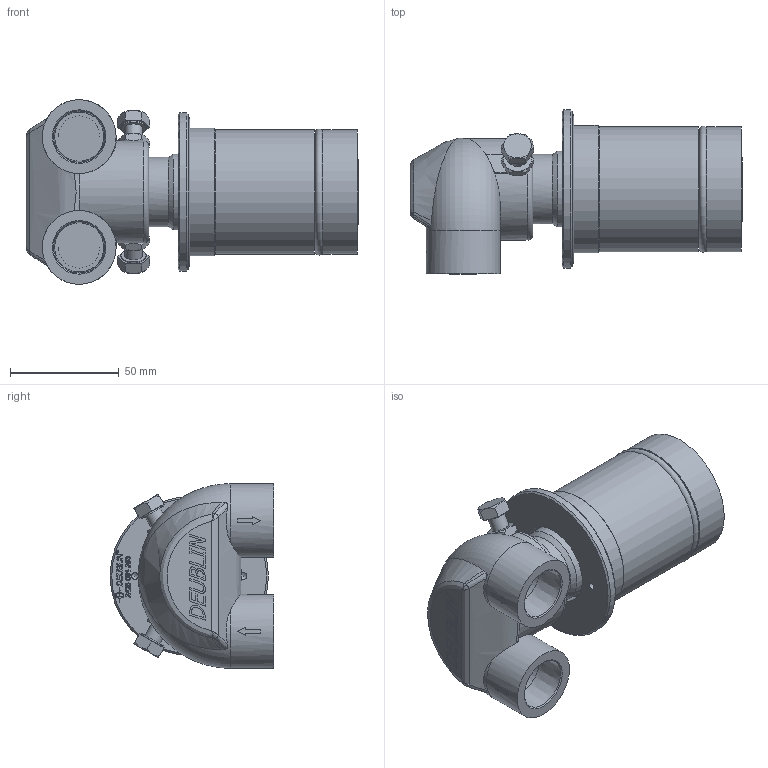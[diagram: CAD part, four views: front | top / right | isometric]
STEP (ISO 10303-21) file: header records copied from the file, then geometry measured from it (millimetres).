
FILE_DESCRIPTION(/* description */ (''),/* implementation_level */ '2;1');
FILE_NAME(/* name */ '2425-001-283-IC.stp',/* time_stamp */ '2020-05-21T09:54:20-05:00',/* author */ ('moorera'),/* organization */ (''),/* preprocessor_version */ 'ST-DEVELOPER v18.1',/* originating_system */ 'Autodesk Inventor 2020',/* authorisation */ '');
FILE_SCHEMA (('AUTOMOTIVE_DESIGN { 1 0 10303 214 3 1 1 }'));
Length unit declared in the file: millimetre
Products named in the file (1): 2425-001-283-IC
Bounding box: 152.88 x 75.45 x 85 mm (x, y, z)
Volume: 335030.4 mm3; surface area: 60256.3 mm2
Topology: 2 solids, 4 shells, 627 faces, 1662 edges, 1110 vertices
Faces by surface type: plane 326, bspline 200, cylinder 50, cone 40, torus 11
Full cylindrical faces by diameter (mm): 2 x2, 3 x2, 8 x2, 11.6 x2, 22.631 x2, 25 x1, 31.433 x1, 32.03 x2, 34 x2, 34.87 x1, 37.8 x1, 47.96 x1, 50.1 x1, 50.9 x1, 52.25 x2, 57.5 x2, 58.67 x1, 63.5 x1, 69.9 x1, 72.9 x1
Entity records: 23189 total; most frequent: CARTESIAN_POINT 8423, ORIENTED_EDGE 3316, DIRECTION 2333, EDGE_CURVE 1658, VERTEX_POINT 1110, LINE 937, VECTOR 937, EDGE_LOOP 705
